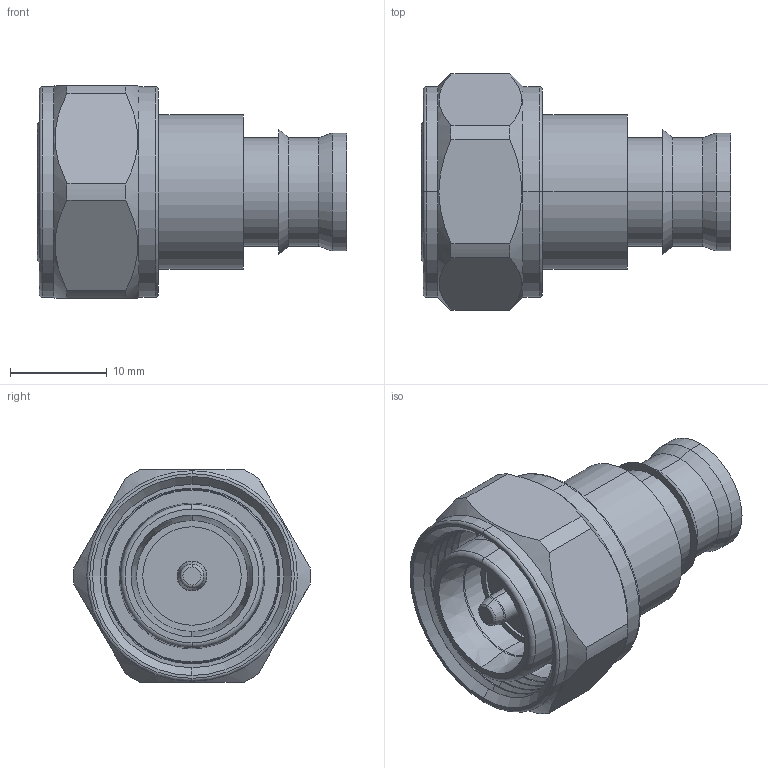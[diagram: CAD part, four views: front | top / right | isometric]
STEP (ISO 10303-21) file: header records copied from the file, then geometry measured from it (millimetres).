
FILE_DESCRIPTION (( 'STEP AP203' ), '1' );
FILE_NAME ('3190-6295(TC-375-4310M-LP).STEP', '2020-09-24T02:55:50', ( '' ), ( '' ), 'SwSTEP 2.0', 'SolidWorks 2018', '' );
FILE_SCHEMA (( 'CONFIG_CONTROL_DESIGN' ));
Length unit declared in the file: inch
Products named in the file (1): 3190-6295(TC-375-4310M-LP)
Bounding box: 32 x 24.49 x 22 mm (x, y, z)
Volume: 5557.9 mm3; surface area: 4745.5 mm2
Topology: 1 solids, 1 shells, 151 faces, 319 edges, 187 vertices
Faces by surface type: cylinder 56, cone 46, plane 25, torus 24
Entity records: 4737 total; most frequent: CARTESIAN_POINT 1314, DIRECTION 790, ORIENTED_EDGE 638, AXIS2_PLACEMENT_3D 341, EDGE_CURVE 319, CIRCLE 189, VERTEX_POINT 187, EDGE_LOOP 168
